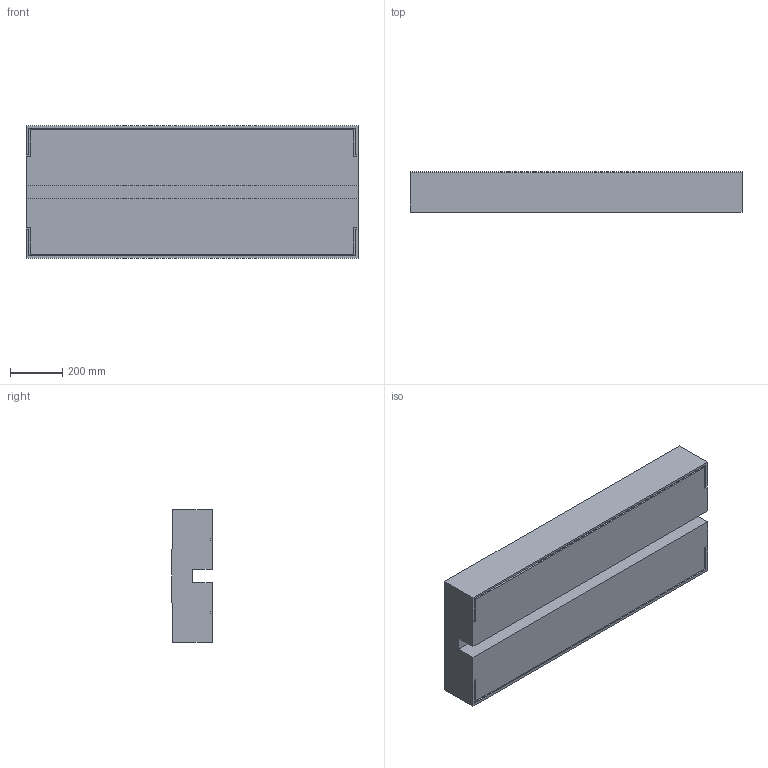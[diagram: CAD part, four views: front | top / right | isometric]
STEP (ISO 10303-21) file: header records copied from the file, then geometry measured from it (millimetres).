
FILE_DESCRIPTION(/* description */ (''),/* implementation_level */ '2;1');
FILE_NAME(/* name */ 'Pier cap B - 4.step',/* time_stamp */ '2022-09-28T16:46:12-05:00',/* author */ (''),/* organization */ (''),/* preprocessor_version */ 'ST-DEVELOPER v19',/* originating_system */ 'Autodesk Translation Framework v11.7.0.108',/* authorisation */ '');
FILE_SCHEMA (('AUTOMOTIVE_DESIGN { 1 0 10303 214 3 1 1 }'));
Length unit declared in the file: inch
Products named in the file (1): Pier cap B - 4
Bounding box: 1270 x 155.57 x 508 mm (x, y, z)
Volume: 94311650.1 mm3; surface area: 2056981.8 mm2
Topology: 1 solids, 1 shells, 35 faces, 99 edges, 66 vertices
Faces by surface type: plane 35
Entity records: 1148 total; most frequent: CARTESIAN_POINT 201, ORIENTED_EDGE 198, DIRECTION 171, LINE 99, VECTOR 99, EDGE_CURVE 99, VERTEX_POINT 66, AXIS2_PLACEMENT_3D 36
